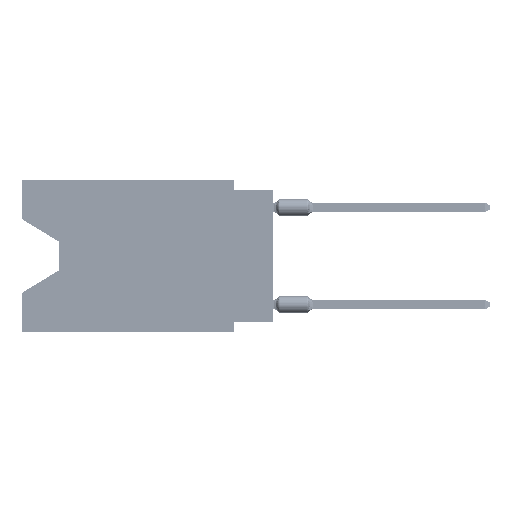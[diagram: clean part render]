
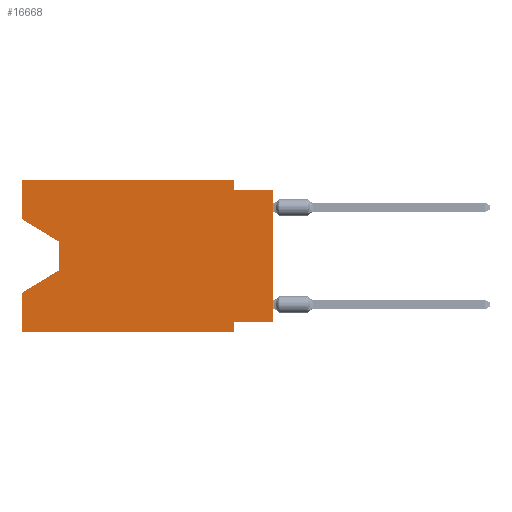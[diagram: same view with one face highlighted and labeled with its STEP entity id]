
A CAD part, left-side view. The second image highlights one B-rep face of the part: STEP entity #16668.
In plain terms, the highlighted planar face has unit normal (-1, 0, 0).
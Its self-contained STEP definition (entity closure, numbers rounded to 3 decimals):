
#437 = ORIENTED_EDGE ( 'NONE', *, *, #2381, .F. ) ;
#1129 = VECTOR ( 'NONE', #5418, 1000. ) ;
#2381 = EDGE_CURVE ( 'NONE', #29590, #33254, #16793, .T. ) ;
#3383 = VERTEX_POINT ( 'NONE', #70519 ) ;
#3450 = DIRECTION ( 'NONE',  ( 1., 0., 0. ) ) ;
#3969 = VERTEX_POINT ( 'NONE', #35302 ) ;
#5290 = CARTESIAN_POINT ( 'NONE',  ( 0., 13.97, -5.893 ) ) ;
#5418 = DIRECTION ( 'NONE',  ( 0., 0., -1. ) ) ;
#5707 = CARTESIAN_POINT ( 'NONE',  ( 0., 16.383, -2.546 ) ) ;
#5876 = LINE ( 'NONE', #23251, #15793 ) ;
#7246 = DIRECTION ( 'NONE',  ( 0., 0., -1. ) ) ;
#7390 = CARTESIAN_POINT ( 'NONE',  ( 0., 2.54, -9.906 ) ) ;
#8907 = CARTESIAN_POINT ( 'NONE',  ( 0., 16.383, -9.906 ) ) ;
#9862 = FACE_OUTER_BOUND ( 'NONE', #62419, .T. ) ;
#10752 = ORIENTED_EDGE ( 'NONE', *, *, #17690, .T. ) ;
#10892 = CARTESIAN_POINT ( 'NONE',  ( 0., 0., -9.271 ) ) ;
#11437 = ORIENTED_EDGE ( 'NONE', *, *, #36396, .T. ) ;
#11894 = CARTESIAN_POINT ( 'NONE',  ( 0., 13.97, -4.013 ) ) ;
#12666 = VECTOR ( 'NONE', #52809, 1000. ) ;
#13766 = EDGE_CURVE ( 'NONE', #43119, #70785, #28846, .T. ) ;
#13886 = DIRECTION ( 'NONE',  ( 0., -1., 0. ) ) ;
#14151 = EDGE_CURVE ( 'NONE', #3969, #55135, #40827, .T. ) ;
#15424 = ORIENTED_EDGE ( 'NONE', *, *, #53339, .F. ) ;
#15793 = VECTOR ( 'NONE', #28920, 1000. ) ;
#16263 = DIRECTION ( 'NONE',  ( 0., 0., -1. ) ) ;
#16668 = ADVANCED_FACE ( 'NONE', ( #9862 ), #67642, .F. ) ;
#16793 = LINE ( 'NONE', #62870, #61070 ) ;
#17690 = EDGE_CURVE ( 'NONE', #29590, #70785, #5876, .T. ) ;
#21685 = ORIENTED_EDGE ( 'NONE', *, *, #34587, .F. ) ;
#22612 = VERTEX_POINT ( 'NONE', #51486 ) ;
#22803 = ORIENTED_EDGE ( 'NONE', *, *, #37754, .F. ) ;
#23251 = CARTESIAN_POINT ( 'NONE',  ( 0., 16.383, -9.906 ) ) ;
#24400 = LINE ( 'NONE', #41774, #34069 ) ;
#25010 = LINE ( 'NONE', #40501, #33348 ) ;
#26560 = VERTEX_POINT ( 'NONE', #55578 ) ;
#27748 = VERTEX_POINT ( 'NONE', #32182 ) ;
#27786 = CARTESIAN_POINT ( 'NONE',  ( 0., 0., 0. ) ) ;
#28846 = LINE ( 'NONE', #46594, #1129 ) ;
#28920 = DIRECTION ( 'NONE',  ( 0., -1., 0. ) ) ;
#29590 = VERTEX_POINT ( 'NONE', #8907 ) ;
#29722 = EDGE_CURVE ( 'NONE', #22612, #26560, #73468, .T. ) ;
#31337 = VECTOR ( 'NONE', #57846, 1000. ) ;
#31993 = CARTESIAN_POINT ( 'NONE',  ( 0., 16.383, 0. ) ) ;
#32182 = CARTESIAN_POINT ( 'NONE',  ( 0., 16.383, 0. ) ) ;
#33254 = VERTEX_POINT ( 'NONE', #46542 ) ;
#33266 = CARTESIAN_POINT ( 'NONE',  ( 0., 16.383, 0. ) ) ;
#33348 = VECTOR ( 'NONE', #7246, 1000. ) ;
#34069 = VECTOR ( 'NONE', #48562, 1000. ) ;
#34523 = EDGE_CURVE ( 'NONE', #38532, #26560, #62150, .T. ) ;
#34587 = EDGE_CURVE ( 'NONE', #38532, #43119, #34942, .T. ) ;
#34942 = LINE ( 'NONE', #50454, #56049 ) ;
#35212 = AXIS2_PLACEMENT_3D ( 'NONE', #33266, #3450, #16263 ) ;
#35302 = CARTESIAN_POINT ( 'NONE',  ( 0., 16.383, -2.546 ) ) ;
#36396 = EDGE_CURVE ( 'NONE', #55135, #54701, #25010, .T. ) ;
#37754 = EDGE_CURVE ( 'NONE', #3969, #27748, #41733, .T. ) ;
#37967 = DIRECTION ( 'NONE',  ( 0., -1., 0. ) ) ;
#38395 = LINE ( 'NONE', #31993, #72402 ) ;
#38532 = VERTEX_POINT ( 'NONE', #10892 ) ;
#39997 = ORIENTED_EDGE ( 'NONE', *, *, #34523, .T. ) ;
#40501 = CARTESIAN_POINT ( 'NONE',  ( 0., 13.97, -4.013 ) ) ;
#40737 = CARTESIAN_POINT ( 'NONE',  ( 0., 13.97, -5.893 ) ) ;
#40827 = LINE ( 'NONE', #5707, #31337 ) ;
#41733 = LINE ( 'NONE', #59481, #41754 ) ;
#41754 = VECTOR ( 'NONE', #59858, 1000. ) ;
#41774 = CARTESIAN_POINT ( 'NONE',  ( 0., 2.54, 0. ) ) ;
#43119 = VERTEX_POINT ( 'NONE', #57033 ) ;
#45035 = ORIENTED_EDGE ( 'NONE', *, *, #14151, .T. ) ;
#46542 = CARTESIAN_POINT ( 'NONE',  ( 0., 16.383, -7.36 ) ) ;
#46594 = CARTESIAN_POINT ( 'NONE',  ( 0., 2.54, -9.906 ) ) ;
#48562 = DIRECTION ( 'NONE',  ( 0., 0., -1. ) ) ;
#49292 = ORIENTED_EDGE ( 'NONE', *, *, #50007, .F. ) ;
#49709 = VECTOR ( 'NONE', #37967, 1000. ) ;
#50007 = EDGE_CURVE ( 'NONE', #27748, #3383, #38395, .T. ) ;
#50454 = CARTESIAN_POINT ( 'NONE',  ( 0., 0., -9.271 ) ) ;
#50789 = ORIENTED_EDGE ( 'NONE', *, *, #13766, .F. ) ;
#50791 = DIRECTION ( 'NONE',  ( 0., 0., 1. ) ) ;
#51486 = CARTESIAN_POINT ( 'NONE',  ( 0., 2.54, -0.635 ) ) ;
#52439 = LINE ( 'NONE', #40737, #12666 ) ;
#52809 = DIRECTION ( 'NONE',  ( 0., 0.855, -0.519 ) ) ;
#53339 = EDGE_CURVE ( 'NONE', #3383, #22612, #24400, .T. ) ;
#54701 = VERTEX_POINT ( 'NONE', #5290 ) ;
#54759 = ORIENTED_EDGE ( 'NONE', *, *, #29722, .F. ) ;
#55135 = VERTEX_POINT ( 'NONE', #11894 ) ;
#55578 = CARTESIAN_POINT ( 'NONE',  ( 0., 0., -0.635 ) ) ;
#56049 = VECTOR ( 'NONE', #73484, 1000. ) ;
#57033 = CARTESIAN_POINT ( 'NONE',  ( 0., 2.54, -9.271 ) ) ;
#57504 = CARTESIAN_POINT ( 'NONE',  ( 0., 0., -0.635 ) ) ;
#57846 = DIRECTION ( 'NONE',  ( 0., -0.855, -0.519 ) ) ;
#59481 = CARTESIAN_POINT ( 'NONE',  ( 0., 16.383, 0. ) ) ;
#59858 = DIRECTION ( 'NONE',  ( 0., 0., 1. ) ) ;
#60269 = ORIENTED_EDGE ( 'NONE', *, *, #70304, .T. ) ;
#61070 = VECTOR ( 'NONE', #50791, 1000. ) ;
#62150 = LINE ( 'NONE', #27786, #69322 ) ;
#62419 = EDGE_LOOP ( 'NONE', ( #45035, #11437, #60269, #437, #10752, #50789, #21685, #39997, #54759, #15424, #49292, #22803 ) ) ;
#62870 = CARTESIAN_POINT ( 'NONE',  ( 0., 16.383, 0. ) ) ;
#62894 = DIRECTION ( 'NONE',  ( 0., 0., 1. ) ) ;
#67642 = PLANE ( 'NONE',  #35212 ) ;
#69322 = VECTOR ( 'NONE', #62894, 1000. ) ;
#70304 = EDGE_CURVE ( 'NONE', #54701, #33254, #52439, .T. ) ;
#70519 = CARTESIAN_POINT ( 'NONE',  ( 0., 2.54, 0. ) ) ;
#70785 = VERTEX_POINT ( 'NONE', #7390 ) ;
#72402 = VECTOR ( 'NONE', #13886, 1000. ) ;
#73468 = LINE ( 'NONE', #57504, #49709 ) ;
#73484 = DIRECTION ( 'NONE',  ( 0., 1., 0. ) ) ;
